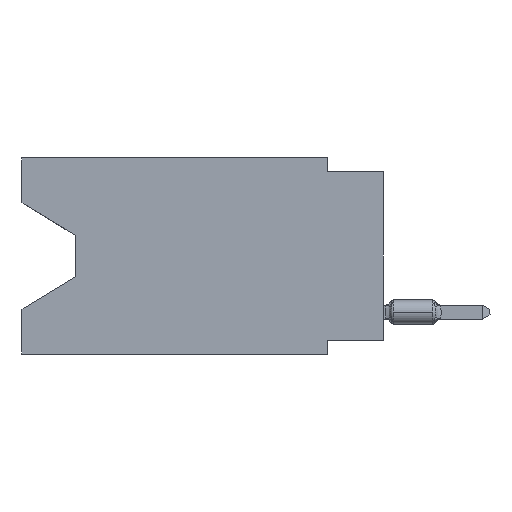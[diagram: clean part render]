
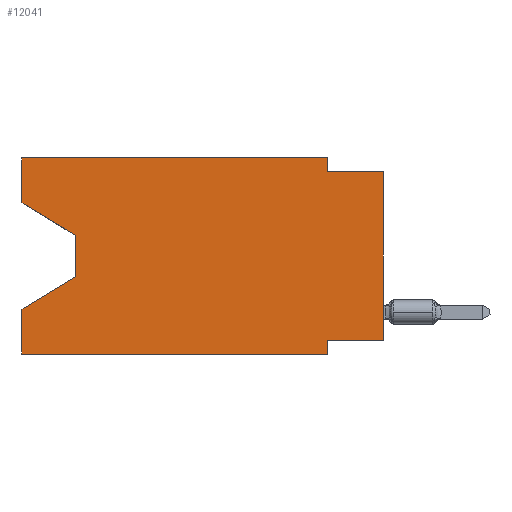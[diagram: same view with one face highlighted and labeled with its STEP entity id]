
A CAD part, left-side view. The second image highlights one B-rep face of the part: STEP entity #12041.
In plain terms, the highlighted planar face has unit normal (-1, 0, 0).
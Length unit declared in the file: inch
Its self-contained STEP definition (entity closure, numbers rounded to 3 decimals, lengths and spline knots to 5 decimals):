
#4 = CARTESIAN_POINT ( 'NONE',  ( 0., 0.645, 0. ) ) ;
#200 = EDGE_CURVE ( 'NONE', #10666, #7883, #2700, .T. ) ;
#252 = CARTESIAN_POINT ( 'NONE',  ( 0., 0.1, -0.35 ) ) ;
#376 = VERTEX_POINT ( 'NONE', #8973 ) ;
#414 = CARTESIAN_POINT ( 'NONE',  ( 0., 0.55, -0.212 ) ) ;
#432 = EDGE_CURVE ( 'NONE', #5937, #4462, #10484, .T. ) ;
#464 = VECTOR ( 'NONE', #9009, 39.37008 ) ;
#702 = CARTESIAN_POINT ( 'NONE',  ( 0., 0.1, 0. ) ) ;
#762 = ORIENTED_EDGE ( 'NONE', *, *, #7733, .F. ) ;
#955 = EDGE_CURVE ( 'NONE', #10081, #8389, #14223, .T. ) ;
#1152 = DIRECTION ( 'NONE',  ( 0., -0.855, -0.519 ) ) ;
#1283 = EDGE_LOOP ( 'NONE', ( #2430, #7904, #10330, #1470, #2934, #3068, #762, #6429, #1492, #14507, #7191, #12414 ) ) ;
#1470 = ORIENTED_EDGE ( 'NONE', *, *, #4794, .F. ) ;
#1492 = ORIENTED_EDGE ( 'NONE', *, *, #955, .F. ) ;
#1541 = CARTESIAN_POINT ( 'NONE',  ( 0., 0.55, -0.138 ) ) ;
#1745 = CARTESIAN_POINT ( 'NONE',  ( 0., 0.645, 0. ) ) ;
#1762 = VECTOR ( 'NONE', #12512, 39.37008 ) ;
#1910 = CARTESIAN_POINT ( 'NONE',  ( 0., 0., -0.025 ) ) ;
#2040 = DIRECTION ( 'NONE',  ( 0., -1., 0. ) ) ;
#2194 = VERTEX_POINT ( 'NONE', #6728 ) ;
#2430 = ORIENTED_EDGE ( 'NONE', *, *, #432, .T. ) ;
#2560 = DIRECTION ( 'NONE',  ( 1., 0., 0. ) ) ;
#2662 = DIRECTION ( 'NONE',  ( 0., 0., 1. ) ) ;
#2700 = LINE ( 'NONE', #5042, #6501 ) ;
#2813 = VERTEX_POINT ( 'NONE', #702 ) ;
#2934 = ORIENTED_EDGE ( 'NONE', *, *, #5837, .T. ) ;
#3029 = LINE ( 'NONE', #1745, #6772 ) ;
#3068 = ORIENTED_EDGE ( 'NONE', *, *, #200, .F. ) ;
#3267 = DIRECTION ( 'NONE',  ( 0., -1., 0. ) ) ;
#3543 = LINE ( 'NONE', #3777, #7847 ) ;
#3550 = VERTEX_POINT ( 'NONE', #4984 ) ;
#3725 = CARTESIAN_POINT ( 'NONE',  ( 0., 0.1, -0.025 ) ) ;
#3777 = CARTESIAN_POINT ( 'NONE',  ( 0., 0.55, -0.138 ) ) ;
#3927 = VECTOR ( 'NONE', #3267, 39.37008 ) ;
#4391 = LINE ( 'NONE', #13823, #464 ) ;
#4462 = VERTEX_POINT ( 'NONE', #1541 ) ;
#4794 = EDGE_CURVE ( 'NONE', #376, #2194, #9848, .T. ) ;
#4977 = DIRECTION ( 'NONE',  ( 0., 0., -1. ) ) ;
#4984 = CARTESIAN_POINT ( 'NONE',  ( 0., 0., -0.325 ) ) ;
#5041 = DIRECTION ( 'NONE',  ( 0., 0.855, -0.519 ) ) ;
#5042 = CARTESIAN_POINT ( 'NONE',  ( 0., 0.1, -0.35 ) ) ;
#5306 = VECTOR ( 'NONE', #1152, 39.37008 ) ;
#5398 = VERTEX_POINT ( 'NONE', #4 ) ;
#5541 = DIRECTION ( 'NONE',  ( 0., 0., 1. ) ) ;
#5837 = EDGE_CURVE ( 'NONE', #376, #7883, #11235, .T. ) ;
#5927 = CARTESIAN_POINT ( 'NONE',  ( 0., 0.645, -0.08025 ) ) ;
#5937 = VERTEX_POINT ( 'NONE', #9838 ) ;
#6142 = DIRECTION ( 'NONE',  ( 0., -1., 0. ) ) ;
#6293 = CARTESIAN_POINT ( 'NONE',  ( 0., 0., -0.025 ) ) ;
#6429 = ORIENTED_EDGE ( 'NONE', *, *, #10928, .T. ) ;
#6501 = VECTOR ( 'NONE', #8545, 39.37008 ) ;
#6728 = CARTESIAN_POINT ( 'NONE',  ( 0., 0.645, -0.26975 ) ) ;
#6772 = VECTOR ( 'NONE', #2040, 39.37008 ) ;
#6933 = CARTESIAN_POINT ( 'NONE',  ( 0., 0.55, -0.212 ) ) ;
#7191 = ORIENTED_EDGE ( 'NONE', *, *, #12956, .F. ) ;
#7370 = CARTESIAN_POINT ( 'NONE',  ( 0., 0.645, 0. ) ) ;
#7721 = VERTEX_POINT ( 'NONE', #6933 ) ;
#7733 = EDGE_CURVE ( 'NONE', #3550, #10666, #9277, .T. ) ;
#7743 = AXIS2_PLACEMENT_3D ( 'NONE', #14033, #2560, #4977 ) ;
#7847 = VECTOR ( 'NONE', #9600, 39.37008 ) ;
#7883 = VERTEX_POINT ( 'NONE', #252 ) ;
#7904 = ORIENTED_EDGE ( 'NONE', *, *, #9057, .T. ) ;
#8146 = CARTESIAN_POINT ( 'NONE',  ( 0., 0.1, -0.325 ) ) ;
#8389 = VERTEX_POINT ( 'NONE', #1910 ) ;
#8545 = DIRECTION ( 'NONE',  ( 0., 0., -1. ) ) ;
#8582 = CARTESIAN_POINT ( 'NONE',  ( 0., 0.645, 0. ) ) ;
#8973 = CARTESIAN_POINT ( 'NONE',  ( 0., 0.645, -0.35 ) ) ;
#9009 = DIRECTION ( 'NONE',  ( 0., 0., -1. ) ) ;
#9057 = EDGE_CURVE ( 'NONE', #4462, #7721, #3543, .T. ) ;
#9060 = VECTOR ( 'NONE', #2662, 39.37008 ) ;
#9184 = VECTOR ( 'NONE', #5041, 39.37008 ) ;
#9277 = LINE ( 'NONE', #10493, #1762 ) ;
#9362 = PLANE ( 'NONE',  #7743 ) ;
#9600 = DIRECTION ( 'NONE',  ( 0., 0., -1. ) ) ;
#9838 = CARTESIAN_POINT ( 'NONE',  ( 0., 0.645, -0.08025 ) ) ;
#9848 = LINE ( 'NONE', #8582, #14246 ) ;
#9979 = EDGE_CURVE ( 'NONE', #5937, #5398, #12007, .T. ) ;
#10019 = CARTESIAN_POINT ( 'NONE',  ( 0., 0., 0. ) ) ;
#10081 = VERTEX_POINT ( 'NONE', #3725 ) ;
#10330 = ORIENTED_EDGE ( 'NONE', *, *, #14320, .T. ) ;
#10484 = LINE ( 'NONE', #5927, #5306 ) ;
#10493 = CARTESIAN_POINT ( 'NONE',  ( 0., 0., -0.325 ) ) ;
#10642 = VECTOR ( 'NONE', #6142, 39.37008 ) ;
#10666 = VERTEX_POINT ( 'NONE', #8146 ) ;
#10803 = LINE ( 'NONE', #414, #9184 ) ;
#10928 = EDGE_CURVE ( 'NONE', #3550, #8389, #11091, .T. ) ;
#11091 = LINE ( 'NONE', #10019, #12002 ) ;
#11235 = LINE ( 'NONE', #11311, #3927 ) ;
#11311 = CARTESIAN_POINT ( 'NONE',  ( 0., 0.645, -0.35 ) ) ;
#11922 = DIRECTION ( 'NONE',  ( 0., 0., 1. ) ) ;
#12002 = VECTOR ( 'NONE', #5541, 39.37008 ) ;
#12007 = LINE ( 'NONE', #7370, #9060 ) ;
#12041 = ADVANCED_FACE ( 'NONE', ( #12965 ), #9362, .F. ) ;
#12414 = ORIENTED_EDGE ( 'NONE', *, *, #9979, .F. ) ;
#12512 = DIRECTION ( 'NONE',  ( 0., 1., 0. ) ) ;
#12956 = EDGE_CURVE ( 'NONE', #5398, #2813, #3029, .T. ) ;
#12965 = FACE_OUTER_BOUND ( 'NONE', #1283, .T. ) ;
#13658 = EDGE_CURVE ( 'NONE', #2813, #10081, #4391, .T. ) ;
#13823 = CARTESIAN_POINT ( 'NONE',  ( 0., 0.1, 0. ) ) ;
#14033 = CARTESIAN_POINT ( 'NONE',  ( 0., 0.645, 0. ) ) ;
#14223 = LINE ( 'NONE', #6293, #10642 ) ;
#14246 = VECTOR ( 'NONE', #11922, 39.37008 ) ;
#14320 = EDGE_CURVE ( 'NONE', #7721, #2194, #10803, .T. ) ;
#14507 = ORIENTED_EDGE ( 'NONE', *, *, #13658, .F. ) ;
